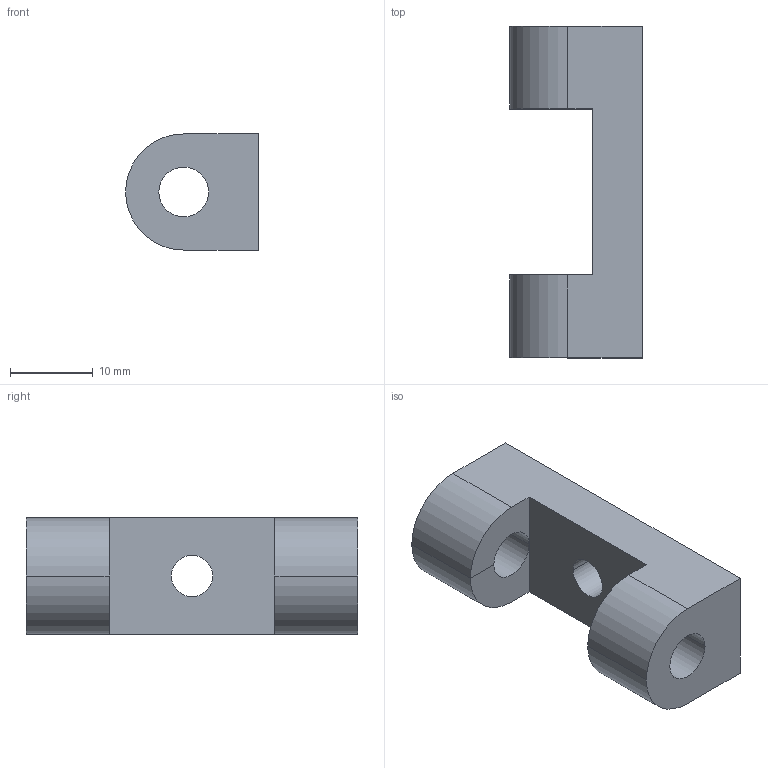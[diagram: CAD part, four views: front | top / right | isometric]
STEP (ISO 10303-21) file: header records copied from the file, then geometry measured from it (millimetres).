
FILE_DESCRIPTION(('CATIA V5 STEP Exchange'),'2;1');
FILE_NAME('AttacheServo.stp','2018-06-01T09:19:01+00:00',('none'),('none'),'CATIA Version 5 Release 17 (IN-10)','CATIA V5 STEP AP203','none');
FILE_SCHEMA(('CONFIG_CONTROL_DESIGN'));
Length unit declared in the file: millimetre
Products named in the file (1): AttacheServo
Bounding box: 16 x 40 x 14 mm (x, y, z)
Volume: 5056.1 mm3; surface area: 2842.6 mm2
Topology: 1 solids, 1 shells, 20 faces, 56 edges, 36 vertices
Faces by surface type: plane 10, cylinder 10
Entity records: 647 total; most frequent: ORIENTED_EDGE 112, CARTESIAN_POINT 106, DIRECTION 82, EDGE_CURVE 56, VECTOR 36, LINE 36, VERTEX_POINT 36, AXIS2_PLACEMENT_3D 34
